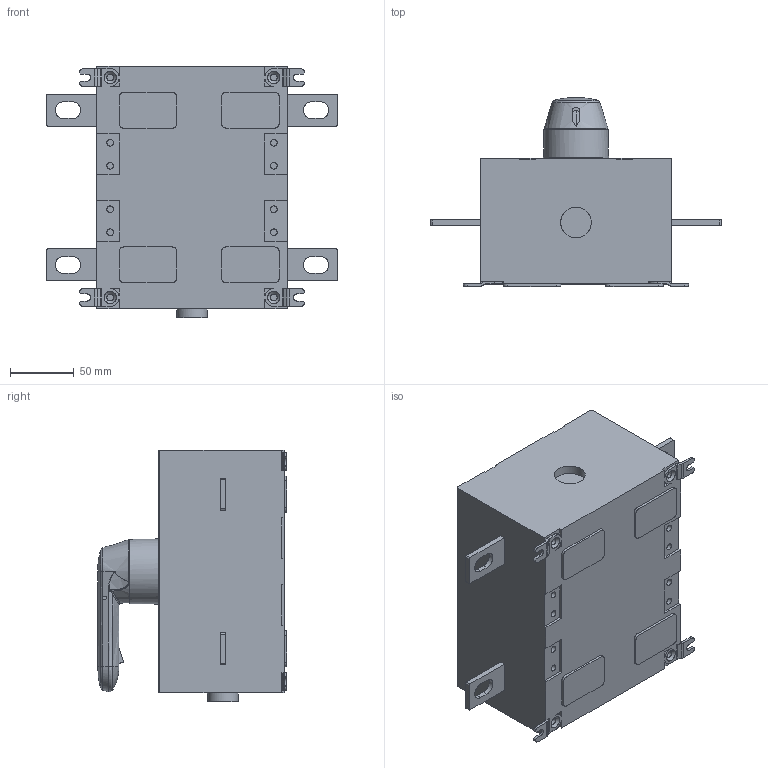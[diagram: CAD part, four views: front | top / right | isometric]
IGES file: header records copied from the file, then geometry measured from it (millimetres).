
Global section: file name: OTDC400E11K.igs; preprocessor: I-DEAS 3D IGES Translator 15; date: 20130906.085108; units: millimetre
Bounding box: 227 x 148.19 x 197 mm (x, y, z)
Surface area: 170068.3 mm2 (no closed solid volume)
Topology: 0 solids, 0 shells, 464 faces, 2732 edges, 2722 vertices
Faces by surface type: bspline 464
